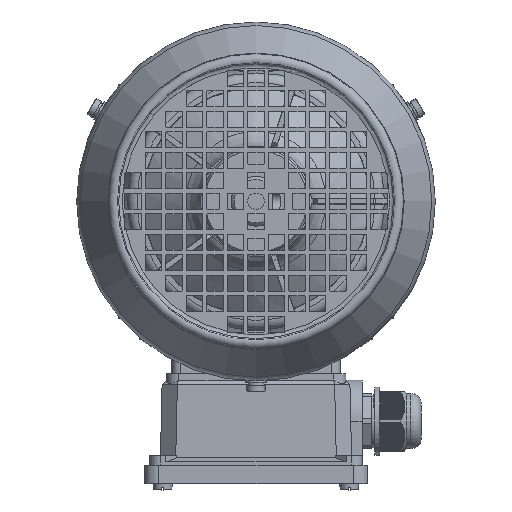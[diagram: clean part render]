
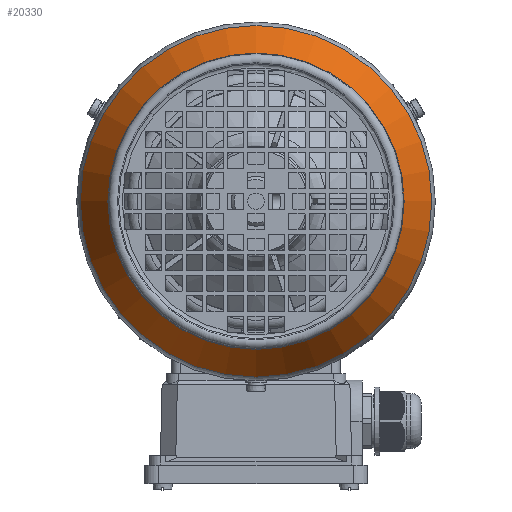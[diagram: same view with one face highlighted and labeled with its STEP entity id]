
A CAD part, top view. The second image highlights one B-rep face of the part: STEP entity #20330.
In plain terms, the highlighted conical face has half-angle 30 degrees and reference radius 85.758 mm.
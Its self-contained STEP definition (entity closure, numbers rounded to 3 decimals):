
#901=CONICAL_SURFACE('',#76456,85.758,30.);
#20330=ADVANCED_FACE('',(#26738,#26739),#901,.T.);
#26738=FACE_BOUND('',#28886,.T.);
#26739=FACE_BOUND('',#28887,.T.);
#28886=EDGE_LOOP('',(#38794));
#28887=EDGE_LOOP('',(#38795));
#38794=ORIENTED_EDGE('',*,*,#64532,.T.);
#38795=ORIENTED_EDGE('',*,*,#64531,.F.);
#56408=VERTEX_POINT('',#114179);
#56409=VERTEX_POINT('',#114182);
#64531=EDGE_CURVE('',#56408,#56408,#72767,.T.);
#64532=EDGE_CURVE('',#56409,#56409,#72768,.T.);
#72767=CIRCLE('',#76453,85.758);
#72768=CIRCLE('',#76455,72.283);
#76453=AXIS2_PLACEMENT_3D('',#114178,#87330,#87331);
#76455=AXIS2_PLACEMENT_3D('',#114181,#87334,#87335);
#76456=AXIS2_PLACEMENT_3D('',#114183,#87336,#87337);
#87330=DIRECTION('',(0.,0.,-1.));
#87331=DIRECTION('',(1.,0.,0.));
#87334=DIRECTION('',(0.,0.,-1.));
#87335=DIRECTION('',(1.,0.,0.));
#87336=DIRECTION('',(0.,0.,-1.));
#87337=DIRECTION('',(1.,0.,0.));
#114178=CARTESIAN_POINT('',(0.,0.,199.974));
#114179=CARTESIAN_POINT('',(85.758,0.,199.974));
#114181=CARTESIAN_POINT('',(0.,0.,223.313));
#114182=CARTESIAN_POINT('',(72.283,0.,223.313));
#114183=CARTESIAN_POINT('',(0.,0.,199.974));
